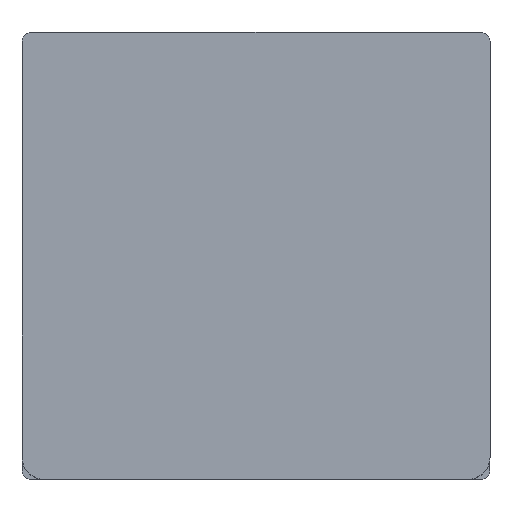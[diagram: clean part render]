
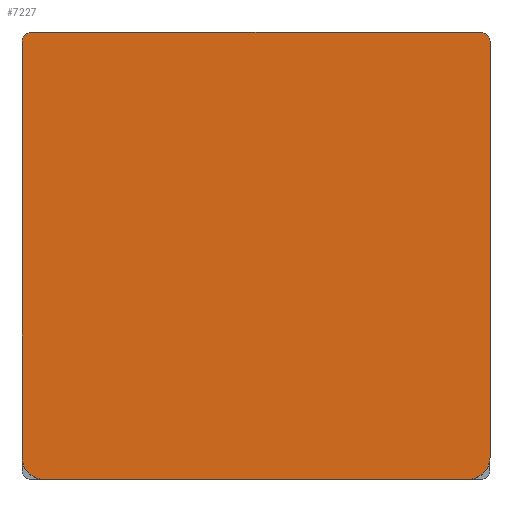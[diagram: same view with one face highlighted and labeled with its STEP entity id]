
A CAD part, top view. The second image highlights one B-rep face of the part: STEP entity #7227.
In plain terms, the highlighted planar face has unit normal (0, 0, 1).
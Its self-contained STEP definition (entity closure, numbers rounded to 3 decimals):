
#396=PLANE('',#7697);
#532=LINE('',#10777,#1120);
#547=LINE('',#10839,#1135);
#550=LINE('',#10847,#1138);
#553=LINE('',#10855,#1141);
#1120=VECTOR('',#8494,10.);
#1135=VECTOR('',#8567,10.);
#1138=VECTOR('',#8576,10.);
#1141=VECTOR('',#8585,10.);
#1950=FACE_OUTER_BOUND('',#2335,.T.);
#2335=EDGE_LOOP('',(#5256,#5257,#5258,#5259,#5260,#5261,#5262,#5263));
#2926=CIRCLE('',#7663,2.);
#2927=CIRCLE('',#7666,5.);
#2928=CIRCLE('',#7669,5.);
#2929=CIRCLE('',#7672,2.);
#3351=VERTEX_POINT('',#10774);
#3352=VERTEX_POINT('',#10776);
#3369=VERTEX_POINT('',#10833);
#3370=VERTEX_POINT('',#10837);
#3371=VERTEX_POINT('',#10841);
#3372=VERTEX_POINT('',#10845);
#3373=VERTEX_POINT('',#10849);
#3374=VERTEX_POINT('',#10853);
#4050=EDGE_CURVE('',#3352,#3351,#532,.T.);
#4080=EDGE_CURVE('',#3369,#3351,#2926,.T.);
#4082=EDGE_CURVE('',#3369,#3370,#547,.T.);
#4084=EDGE_CURVE('',#3371,#3370,#2927,.T.);
#4086=EDGE_CURVE('',#3371,#3372,#550,.T.);
#4088=EDGE_CURVE('',#3373,#3372,#2928,.T.);
#4090=EDGE_CURVE('',#3373,#3374,#553,.T.);
#4091=EDGE_CURVE('',#3352,#3374,#2929,.T.);
#5256=ORIENTED_EDGE('',*,*,#4080,.F.);
#5257=ORIENTED_EDGE('',*,*,#4082,.T.);
#5258=ORIENTED_EDGE('',*,*,#4084,.F.);
#5259=ORIENTED_EDGE('',*,*,#4086,.T.);
#5260=ORIENTED_EDGE('',*,*,#4088,.F.);
#5261=ORIENTED_EDGE('',*,*,#4090,.T.);
#5262=ORIENTED_EDGE('',*,*,#4091,.F.);
#5263=ORIENTED_EDGE('',*,*,#4050,.T.);
#7227=ADVANCED_FACE('',(#1950),#396,.T.);
#7663=AXIS2_PLACEMENT_3D('',#10835,#8562,#8563);
#7666=AXIS2_PLACEMENT_3D('',#10843,#8571,#8572);
#7669=AXIS2_PLACEMENT_3D('',#10851,#8580,#8581);
#7672=AXIS2_PLACEMENT_3D('',#10857,#8588,#8589);
#7697=AXIS2_PLACEMENT_3D('',#10919,#8658,#8659);
#8494=DIRECTION('',(-1.,0.,0.));
#8562=DIRECTION('center_axis',(0.,0.,-1.));
#8563=DIRECTION('ref_axis',(-0.707,0.707,0.));
#8567=DIRECTION('',(0.,-1.,0.));
#8571=DIRECTION('center_axis',(0.,0.,-1.));
#8572=DIRECTION('ref_axis',(-0.707,-0.707,0.));
#8576=DIRECTION('',(1.,0.,0.));
#8580=DIRECTION('center_axis',(0.,0.,-1.));
#8581=DIRECTION('ref_axis',(0.707,-0.707,0.));
#8585=DIRECTION('',(0.,1.,0.));
#8588=DIRECTION('center_axis',(0.,0.,-1.));
#8589=DIRECTION('ref_axis',(0.707,0.707,0.));
#8658=DIRECTION('center_axis',(0.,0.,1.));
#8659=DIRECTION('ref_axis',(1.,0.,0.));
#10774=CARTESIAN_POINT('',(-14.5,15.5,13.));
#10776=CARTESIAN_POINT('',(87.225,15.5,13.));
#10777=CARTESIAN_POINT('',(-16.5,15.5,13.));
#10833=CARTESIAN_POINT('',(-16.5,13.5,13.));
#10835=CARTESIAN_POINT('Origin',(-14.5,13.5,13.));
#10837=CARTESIAN_POINT('',(-16.5,-80.463,13.));
#10839=CARTESIAN_POINT('',(-16.5,-85.463,13.));
#10841=CARTESIAN_POINT('',(-11.5,-85.463,13.));
#10843=CARTESIAN_POINT('Origin',(-11.5,-80.463,13.));
#10845=CARTESIAN_POINT('',(84.225,-85.463,13.));
#10847=CARTESIAN_POINT('',(89.225,-85.463,13.));
#10849=CARTESIAN_POINT('',(89.225,-80.463,13.));
#10851=CARTESIAN_POINT('Origin',(84.225,-80.463,13.));
#10853=CARTESIAN_POINT('',(89.225,13.5,13.));
#10855=CARTESIAN_POINT('',(89.225,15.5,13.));
#10857=CARTESIAN_POINT('Origin',(87.225,13.5,13.));
#10919=CARTESIAN_POINT('Origin',(-11.5,10.5,13.));
